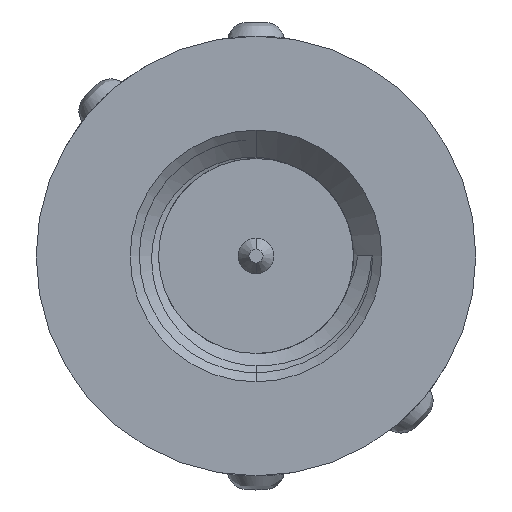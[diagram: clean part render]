
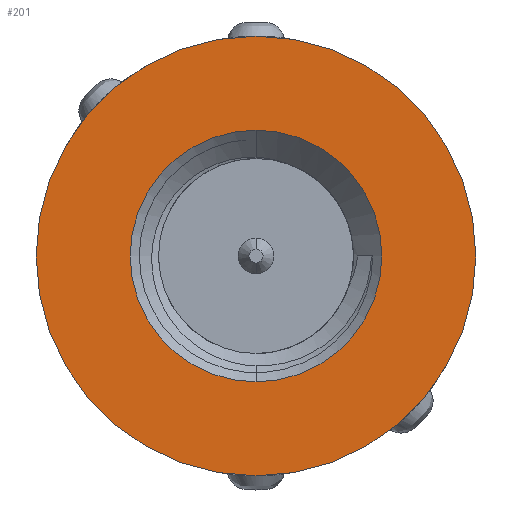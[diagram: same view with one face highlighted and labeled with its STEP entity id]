
A CAD part, front view. The second image highlights one B-rep face of the part: STEP entity #201.
In plain terms, the highlighted planar face has unit normal (0, -1, 0).
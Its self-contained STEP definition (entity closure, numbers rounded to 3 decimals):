
#165 = DIRECTION ( 'NONE',  ( 0., 0., -1. ) ) ;
#189 = EDGE_CURVE ( 'NONE', #3146, #1395, #241, .T. ) ;
#200 = CIRCLE ( 'NONE', #466, 3.55 ) ;
#201 = ADVANCED_FACE ( 'NONE', ( #1726, #2446 ), #1878, .T. ) ;
#241 = CIRCLE ( 'NONE', #2557, 6.2 ) ;
#466 = AXIS2_PLACEMENT_3D ( 'NONE', #2895, #1228, #3174 ) ;
#538 = DIRECTION ( 'NONE',  ( 0., -1., 0. ) ) ;
#689 = AXIS2_PLACEMENT_3D ( 'NONE', #3487, #1837, #165 ) ;
#1063 = ORIENTED_EDGE ( 'NONE', *, *, #1899, .F. ) ;
#1089 = DIRECTION ( 'NONE',  ( 0., -1., 0. ) ) ;
#1221 = DIRECTION ( 'NONE',  ( 0., -1., 0. ) ) ;
#1228 = DIRECTION ( 'NONE',  ( 0., -1., 0. ) ) ;
#1282 = VERTEX_POINT ( 'NONE', #2337 ) ;
#1395 = VERTEX_POINT ( 'NONE', #1582 ) ;
#1582 = CARTESIAN_POINT ( 'NONE',  ( 0., 0., -6.2 ) ) ;
#1726 = FACE_OUTER_BOUND ( 'NONE', #3319, .T. ) ;
#1797 = ORIENTED_EDGE ( 'NONE', *, *, #2964, .T. ) ;
#1837 = DIRECTION ( 'NONE',  ( 0., -1., 0. ) ) ;
#1878 = PLANE ( 'NONE',  #3125 ) ;
#1899 = EDGE_CURVE ( 'NONE', #2658, #1282, #3158, .T. ) ;
#1931 = DIRECTION ( 'NONE',  ( 0., 0., -1. ) ) ;
#2030 = CIRCLE ( 'NONE', #689, 6.2 ) ;
#2151 = CARTESIAN_POINT ( 'NONE',  ( 0., 0., 0. ) ) ;
#2337 = CARTESIAN_POINT ( 'NONE',  ( 0., 0., 3.55 ) ) ;
#2446 = FACE_BOUND ( 'NONE', #3082, .T. ) ;
#2469 = DIRECTION ( 'NONE',  ( 0., 0., -1. ) ) ;
#2486 = EDGE_CURVE ( 'NONE', #1282, #2658, #200, .T. ) ;
#2557 = AXIS2_PLACEMENT_3D ( 'NONE', #2151, #1089, #1931 ) ;
#2639 = ORIENTED_EDGE ( 'NONE', *, *, #2486, .F. ) ;
#2641 = CARTESIAN_POINT ( 'NONE',  ( 0., 0., -3.55 ) ) ;
#2658 = VERTEX_POINT ( 'NONE', #2641 ) ;
#2802 = AXIS2_PLACEMENT_3D ( 'NONE', #2882, #1221, #3166 ) ;
#2882 = CARTESIAN_POINT ( 'NONE',  ( 0., 0., 0. ) ) ;
#2895 = CARTESIAN_POINT ( 'NONE',  ( 0., 0., 0. ) ) ;
#2964 = EDGE_CURVE ( 'NONE', #1395, #3146, #2030, .T. ) ;
#3031 = CARTESIAN_POINT ( 'NONE',  ( 0., 0., 6.2 ) ) ;
#3041 = ORIENTED_EDGE ( 'NONE', *, *, #189, .T. ) ;
#3082 = EDGE_LOOP ( 'NONE', ( #1063, #2639 ) ) ;
#3125 = AXIS2_PLACEMENT_3D ( 'NONE', #3254, #538, #2469 ) ;
#3146 = VERTEX_POINT ( 'NONE', #3031 ) ;
#3158 = CIRCLE ( 'NONE', #2802, 3.55 ) ;
#3166 = DIRECTION ( 'NONE',  ( 0., 0., -1. ) ) ;
#3174 = DIRECTION ( 'NONE',  ( 0., 0., -1. ) ) ;
#3254 = CARTESIAN_POINT ( 'NONE',  ( 0., 0., 0. ) ) ;
#3319 = EDGE_LOOP ( 'NONE', ( #1797, #3041 ) ) ;
#3487 = CARTESIAN_POINT ( 'NONE',  ( 0., 0., 0. ) ) ;
